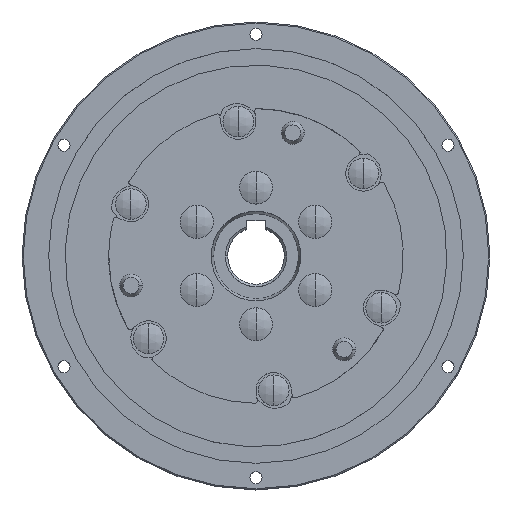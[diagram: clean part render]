
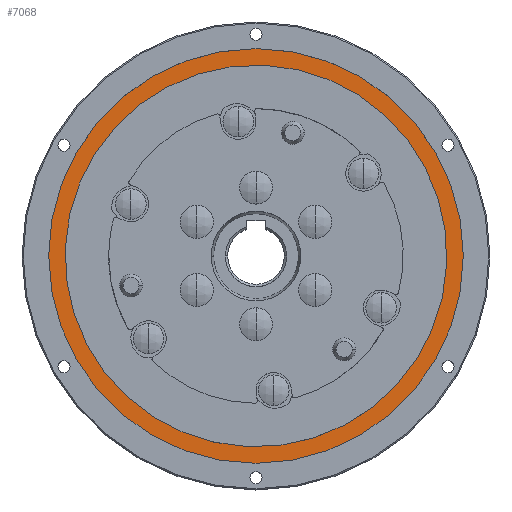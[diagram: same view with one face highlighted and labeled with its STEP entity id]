
A CAD part, top view. The second image highlights one B-rep face of the part: STEP entity #7068.
In plain terms, the highlighted planar face has unit normal (0, 0, 1).
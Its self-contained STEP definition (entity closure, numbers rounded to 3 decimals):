
#439 = CARTESIAN_POINT ( 'NONE',  ( 0., 0., 37.314 ) ) ;
#1737 = EDGE_CURVE ( 'NONE', #1816, #4303, #15322, .T. ) ;
#1807 = DIRECTION ( 'NONE',  ( 1., 0., 0. ) ) ;
#1810 = CARTESIAN_POINT ( 'NONE',  ( 0., 0., 37.314 ) ) ;
#1816 = VERTEX_POINT ( 'NONE', #9645 ) ;
#1869 = EDGE_LOOP ( 'NONE', ( #11083, #12740 ) ) ;
#2692 = DIRECTION ( 'NONE',  ( 0., 0., -1. ) ) ;
#2720 = AXIS2_PLACEMENT_3D ( 'NONE', #10902, #2692, #12248 ) ;
#2860 = CARTESIAN_POINT ( 'NONE',  ( 0., 0., 37.314 ) ) ;
#3184 = DIRECTION ( 'NONE',  ( 1., 0., 0. ) ) ;
#4156 = CARTESIAN_POINT ( 'NONE',  ( 0., 0., 37.314 ) ) ;
#4254 = PLANE ( 'NONE',  #12532 ) ;
#4303 = VERTEX_POINT ( 'NONE', #11726 ) ;
#5553 = DIRECTION ( 'NONE',  ( -1., 0., 0. ) ) ;
#5624 = DIRECTION ( 'NONE',  ( -1., 0., 0. ) ) ;
#6036 = AXIS2_PLACEMENT_3D ( 'NONE', #439, #10026, #1807 ) ;
#6265 = VERTEX_POINT ( 'NONE', #7147 ) ;
#6630 = AXIS2_PLACEMENT_3D ( 'NONE', #4156, #13720, #5553 ) ;
#7068 = ADVANCED_FACE ( 'NONE', ( #11381, #14583 ), #4254, .F. ) ;
#7147 = CARTESIAN_POINT ( 'NONE',  ( 80.303, 10.604, 37.314 ) ) ;
#8083 = CIRCLE ( 'NONE', #6630, 88. ) ;
#8262 = CIRCLE ( 'NONE', #13963, 81. ) ;
#9345 = EDGE_CURVE ( 'NONE', #13790, #6265, #12370, .T. ) ;
#9645 = CARTESIAN_POINT ( 'NONE',  ( 88., 0., 37.314 ) ) ;
#10026 = DIRECTION ( 'NONE',  ( 0., 0., 1. ) ) ;
#10902 = CARTESIAN_POINT ( 'NONE',  ( 0., 0., 37.314 ) ) ;
#11083 = ORIENTED_EDGE ( 'NONE', *, *, #9345, .F. ) ;
#11251 = EDGE_CURVE ( 'NONE', #4303, #1816, #8083, .T. ) ;
#11370 = DIRECTION ( 'NONE',  ( 0., 0., 1. ) ) ;
#11381 = FACE_BOUND ( 'NONE', #1869, .T. ) ;
#11726 = CARTESIAN_POINT ( 'NONE',  ( -88., 0., 37.314 ) ) ;
#12248 = DIRECTION ( 'NONE',  ( -1., 0., 0. ) ) ;
#12370 = CIRCLE ( 'NONE', #6036, 81. ) ;
#12391 = EDGE_CURVE ( 'NONE', #6265, #13790, #8262, .T. ) ;
#12401 = CARTESIAN_POINT ( 'NONE',  ( -80.303, -10.604, 37.314 ) ) ;
#12532 = AXIS2_PLACEMENT_3D ( 'NONE', #2860, #13816, #5624 ) ;
#12740 = ORIENTED_EDGE ( 'NONE', *, *, #12391, .F. ) ;
#13720 = DIRECTION ( 'NONE',  ( 0., 0., -1. ) ) ;
#13790 = VERTEX_POINT ( 'NONE', #12401 ) ;
#13816 = DIRECTION ( 'NONE',  ( 0., 0., -1. ) ) ;
#13963 = AXIS2_PLACEMENT_3D ( 'NONE', #1810, #11370, #3184 ) ;
#14583 = FACE_OUTER_BOUND ( 'NONE', #14701, .T. ) ;
#14701 = EDGE_LOOP ( 'NONE', ( #14805, #16144 ) ) ;
#14805 = ORIENTED_EDGE ( 'NONE', *, *, #11251, .F. ) ;
#15322 = CIRCLE ( 'NONE', #2720, 88. ) ;
#16144 = ORIENTED_EDGE ( 'NONE', *, *, #1737, .F. ) ;
